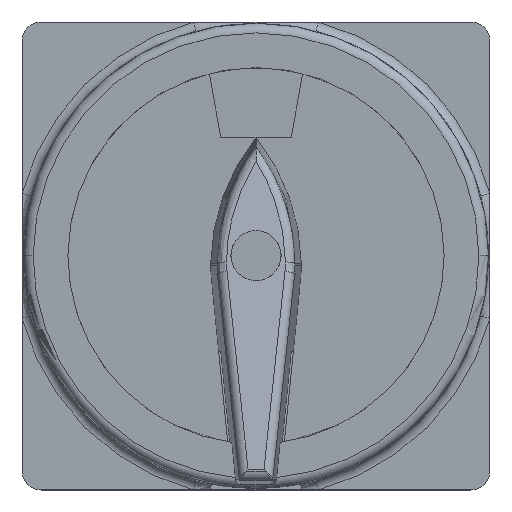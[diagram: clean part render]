
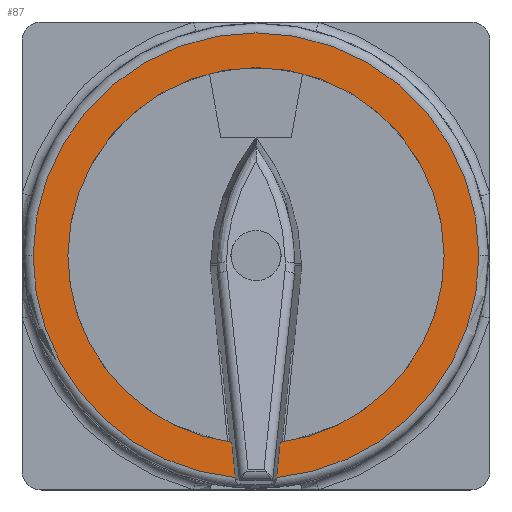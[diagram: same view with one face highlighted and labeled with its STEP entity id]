
A CAD part, top view. The second image highlights one B-rep face of the part: STEP entity #87.
In plain terms, the highlighted planar face has unit normal (0, 0, 1).
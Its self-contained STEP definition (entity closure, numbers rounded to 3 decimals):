
#11 = CARTESIAN_POINT ( 'NONE',  ( 1.15, 24.25, 21.1 ) ) ;
#87 = ADVANCED_FACE ( 'NONE', ( #6593 ), #3909, .T. ) ;
#323 = EDGE_CURVE ( 'NONE', #7318, #6845, #6891, .T. ) ;
#648 = CIRCLE ( 'NONE', #3933, 19.5 ) ;
#778 = AXIS2_PLACEMENT_3D ( 'NONE', #1266, #5847, #1917 ) ;
#810 = DIRECTION ( 'NONE',  ( 0., 0., 1. ) ) ;
#990 = DIRECTION ( 'NONE',  ( 0., 0., 1. ) ) ;
#1266 = CARTESIAN_POINT ( 'NONE',  ( 24.25, 24.25, 21.1 ) ) ;
#1300 = CARTESIAN_POINT ( 'NONE',  ( 19.881, 23.818, 21.1 ) ) ;
#1348 = DIRECTION ( 'NONE',  ( 0., 0., 1. ) ) ;
#1753 = CIRCLE ( 'NONE', #2141, 23.1 ) ;
#1917 = DIRECTION ( 'NONE',  ( 1., 0., 0. ) ) ;
#1951 = DIRECTION ( 'NONE',  ( -0.098, 0.995, 0. ) ) ;
#2141 = AXIS2_PLACEMENT_3D ( 'NONE', #4884, #990, #5555 ) ;
#2150 = EDGE_CURVE ( 'NONE', #4726, #5192, #7670, .T. ) ;
#2208 = CARTESIAN_POINT ( 'NONE',  ( 4.75, 24.25, 21.1 ) ) ;
#2418 = VERTEX_POINT ( 'NONE', #4934 ) ;
#2631 = CARTESIAN_POINT ( 'NONE',  ( 26.386, 1.249, 21.1 ) ) ;
#2700 = DIRECTION ( 'NONE',  ( -0.098, -0.995, 0. ) ) ;
#3171 = AXIS2_PLACEMENT_3D ( 'NONE', #3265, #7901, #3931 ) ;
#3199 = ORIENTED_EDGE ( 'NONE', *, *, #5394, .T. ) ;
#3265 = CARTESIAN_POINT ( 'NONE',  ( 24.25, 24.25, 21.1 ) ) ;
#3290 = EDGE_CURVE ( 'NONE', #6845, #2418, #6594, .T. ) ;
#3315 = CARTESIAN_POINT ( 'NONE',  ( 26.748, 4.911, 21.1 ) ) ;
#3345 = CARTESIAN_POINT ( 'NONE',  ( 28.619, 23.818, 21.1 ) ) ;
#3489 = VECTOR ( 'NONE', #2700, 1000. ) ;
#3490 = VECTOR ( 'NONE', #1951, 1000. ) ;
#3618 = EDGE_CURVE ( 'NONE', #4726, #8074, #648, .T. ) ;
#3649 = DIRECTION ( 'NONE',  ( 0., 0., 1. ) ) ;
#3726 = DIRECTION ( 'NONE',  ( 0., 0., 1. ) ) ;
#3736 = ORIENTED_EDGE ( 'NONE', *, *, #5136, .F. ) ;
#3768 = VERTEX_POINT ( 'NONE', #2208 ) ;
#3909 = PLANE ( 'NONE',  #6590 ) ;
#3931 = DIRECTION ( 'NONE',  ( 1., 0., 0. ) ) ;
#3933 = AXIS2_PLACEMENT_3D ( 'NONE', #5260, #1348, #5920 ) ;
#4589 = CARTESIAN_POINT ( 'NONE',  ( 24.25, 24.25, 21.1 ) ) ;
#4624 = ORIENTED_EDGE ( 'NONE', *, *, #2150, .T. ) ;
#4655 = ORIENTED_EDGE ( 'NONE', *, *, #5938, .T. ) ;
#4726 = VERTEX_POINT ( 'NONE', #3315 ) ;
#4839 = ORIENTED_EDGE ( 'NONE', *, *, #7661, .F. ) ;
#4884 = CARTESIAN_POINT ( 'NONE',  ( 24.25, 24.25, 21.1 ) ) ;
#4934 = CARTESIAN_POINT ( 'NONE',  ( 22.114, 1.249, 21.1 ) ) ;
#5100 = CARTESIAN_POINT ( 'NONE',  ( 21.752, 4.911, 21.1 ) ) ;
#5136 = EDGE_CURVE ( 'NONE', #8074, #3768, #8407, .T. ) ;
#5192 = VERTEX_POINT ( 'NONE', #2631 ) ;
#5260 = CARTESIAN_POINT ( 'NONE',  ( 24.25, 24.25, 21.1 ) ) ;
#5370 = DIRECTION ( 'NONE',  ( 1., 0., 0. ) ) ;
#5394 = EDGE_CURVE ( 'NONE', #5192, #7318, #1753, .T. ) ;
#5404 = EDGE_LOOP ( 'NONE', ( #4624, #3199, #5904, #6243, #4655, #4839, #3736, #5996 ) ) ;
#5555 = DIRECTION ( 'NONE',  ( 1., 0., 0. ) ) ;
#5581 = VERTEX_POINT ( 'NONE', #5100 ) ;
#5753 = CARTESIAN_POINT ( 'NONE',  ( 43.75, 24.25, 21.1 ) ) ;
#5847 = DIRECTION ( 'NONE',  ( 0., 0., 1. ) ) ;
#5904 = ORIENTED_EDGE ( 'NONE', *, *, #323, .T. ) ;
#5920 = DIRECTION ( 'NONE',  ( 1., 0., 0. ) ) ;
#5938 = EDGE_CURVE ( 'NONE', #2418, #5581, #7028, .T. ) ;
#5996 = ORIENTED_EDGE ( 'NONE', *, *, #3618, .F. ) ;
#6243 = ORIENTED_EDGE ( 'NONE', *, *, #3290, .T. ) ;
#6590 = AXIS2_PLACEMENT_3D ( 'NONE', #4589, #810, #5370 ) ;
#6593 = FACE_OUTER_BOUND ( 'NONE', #5404, .T. ) ;
#6594 = CIRCLE ( 'NONE', #7826, 23.1 ) ;
#6660 = CIRCLE ( 'NONE', #778, 19.5 ) ;
#6845 = VERTEX_POINT ( 'NONE', #11 ) ;
#6858 = AXIS2_PLACEMENT_3D ( 'NONE', #7703, #3726, #8345 ) ;
#6891 = CIRCLE ( 'NONE', #6858, 23.1 ) ;
#7005 = CARTESIAN_POINT ( 'NONE',  ( 47.35, 24.25, 21.1 ) ) ;
#7028 = LINE ( 'NONE', #1300, #3490 ) ;
#7318 = VERTEX_POINT ( 'NONE', #7005 ) ;
#7620 = CARTESIAN_POINT ( 'NONE',  ( 24.25, 24.25, 21.1 ) ) ;
#7661 = EDGE_CURVE ( 'NONE', #3768, #5581, #6660, .T. ) ;
#7670 = LINE ( 'NONE', #3345, #3489 ) ;
#7703 = CARTESIAN_POINT ( 'NONE',  ( 24.25, 24.25, 21.1 ) ) ;
#7826 = AXIS2_PLACEMENT_3D ( 'NONE', #7620, #3649, #8261 ) ;
#7901 = DIRECTION ( 'NONE',  ( 0., 0., 1. ) ) ;
#8074 = VERTEX_POINT ( 'NONE', #5753 ) ;
#8261 = DIRECTION ( 'NONE',  ( 1., 0., 0. ) ) ;
#8345 = DIRECTION ( 'NONE',  ( 1., 0., 0. ) ) ;
#8407 = CIRCLE ( 'NONE', #3171, 19.5 ) ;
